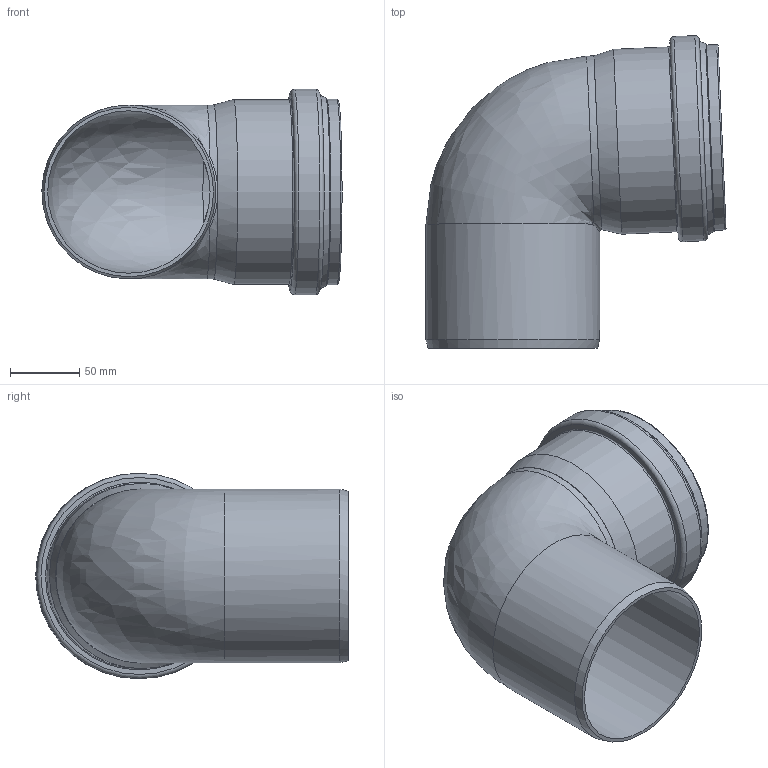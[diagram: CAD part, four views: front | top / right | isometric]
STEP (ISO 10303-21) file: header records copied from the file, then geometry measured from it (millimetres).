
FILE_DESCRIPTION(/* description */ (''),/* implementation_level */ '2;1');
FILE_NAME(/* name */ '771450 KG2000B Bogen DN_OD 125_87°.stp',/* time_stamp */ '2017-01-30T11:02:52+01:00',/* author */ ('user1'),/* organization */ (''),/* preprocessor_version */ 'ST-DEVELOPER v16.1',/* originating_system */ 'Autodesk Inventor 2016',/* authorisation */ '');
FILE_SCHEMA (('AUTOMOTIVE_DESIGN { 1 0 10303 214 3 1 1 }'));
Length unit declared in the file: millimetre
Products named in the file (1): 771450 KG2000B Bogen DN_OD 125_87°
Bounding box: 216 x 225 x 147.8 mm (x, y, z)
Volume: 403196.4 mm3; surface area: 225251.5 mm2
Topology: 1 solids, 1 shells, 44 faces, 87 edges, 48 vertices
Faces by surface type: torus 14, cylinder 11, cone 9, plane 7, bspline 3
Full cylindrical faces by diameter (mm): 116.9 x2, 125.1 x1, 125.6 x1, 125.9 x2, 133.2 x1, 133.5 x1, 140.2 x1, 147.8 x1
Entity records: 1056 total; most frequent: CARTESIAN_POINT 269, DIRECTION 176, ORIENTED_EDGE 98, AXIS2_PLACEMENT_3D 88, EDGE_LOOP 84, EDGE_CURVE 49, VERTEX_POINT 45, FACE_OUTER_BOUND 44
